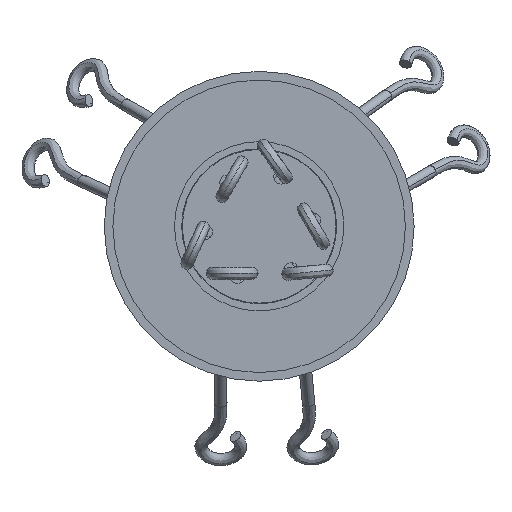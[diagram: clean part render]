
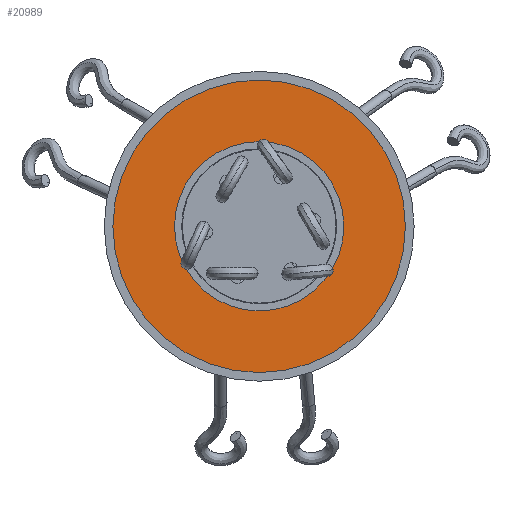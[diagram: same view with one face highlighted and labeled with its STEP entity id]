
A CAD part, front view. The second image highlights one B-rep face of the part: STEP entity #20989.
In plain terms, the highlighted planar face has unit normal (0, -1, 0).
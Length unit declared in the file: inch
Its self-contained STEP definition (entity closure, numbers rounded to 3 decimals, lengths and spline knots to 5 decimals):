
#140 = EDGE_CURVE ( 'NONE', #5192, #6030, #14949, .T. ) ;
#141 = EDGE_CURVE ( 'NONE', #5195, #5250, #14950, .T. ) ;
#176 = DIRECTION ( 'NONE',  ( 0., 0., -1. ) ) ;
#177 = DIRECTION ( 'NONE',  ( 0., 1., 0. ) ) ;
#178 = CARTESIAN_POINT ( 'NONE',  ( 0., -1.82, 0. ) ) ;
#179 = DIRECTION ( 'NONE',  ( 0., 0., -1. ) ) ;
#180 = DIRECTION ( 'NONE',  ( 0., -1., 0. ) ) ;
#181 = CARTESIAN_POINT ( 'NONE',  ( 0., -1.82, 0. ) ) ;
#496 = EDGE_CURVE ( 'NONE', #6030, #5192, #15079, .T. ) ;
#500 = EDGE_CURVE ( 'NONE', #5250, #5195, #15090, .T. ) ;
#720 = AXIS2_PLACEMENT_3D ( 'NONE', #16858, #16866, #16867 ) ;
#1759 = EDGE_LOOP ( 'NONE', ( #2082, #2083 ) ) ;
#1763 = EDGE_LOOP ( 'NONE', ( #2080, #2081 ) ) ;
#2080 = ORIENTED_EDGE ( 'NONE', *, *, #141, .F. ) ;
#2081 = ORIENTED_EDGE ( 'NONE', *, *, #500, .F. ) ;
#2082 = ORIENTED_EDGE ( 'NONE', *, *, #140, .F. ) ;
#2083 = ORIENTED_EDGE ( 'NONE', *, *, #496, .F. ) ;
#4349 = FACE_OUTER_BOUND ( 'NONE', #1763, .T. ) ;
#4351 = FACE_BOUND ( 'NONE', #1759, .T. ) ;
#5192 = VERTEX_POINT ( 'NONE', #10590 ) ;
#5195 = VERTEX_POINT ( 'NONE', #10589 ) ;
#5250 = VERTEX_POINT ( 'NONE', #10638 ) ;
#6030 = VERTEX_POINT ( 'NONE', #14479 ) ;
#10589 = CARTESIAN_POINT ( 'NONE',  ( 0., -1.82, -0.59 ) ) ;
#10590 = CARTESIAN_POINT ( 'NONE',  ( 0., -1.82, -0.3415 ) ) ;
#10638 = CARTESIAN_POINT ( 'NONE',  ( 0., -1.82, 0.59 ) ) ;
#11807 = DIRECTION ( 'NONE',  ( 0., 0., -1. ) ) ;
#11808 = DIRECTION ( 'NONE',  ( 0., 1., 0. ) ) ;
#11809 = CARTESIAN_POINT ( 'NONE',  ( 0., -1.82, 0. ) ) ;
#11817 = DIRECTION ( 'NONE',  ( 0., 0., -1. ) ) ;
#11818 = DIRECTION ( 'NONE',  ( 0., -1., 0. ) ) ;
#11819 = CARTESIAN_POINT ( 'NONE',  ( 0., -1.82, 0. ) ) ;
#14479 = CARTESIAN_POINT ( 'NONE',  ( 0., -1.82, 0.3415 ) ) ;
#14949 = CIRCLE ( 'NONE', #18760, 0.3415 ) ;
#14950 = CIRCLE ( 'NONE', #18762, 0.59 ) ;
#15079 = CIRCLE ( 'NONE', #18842, 0.3415 ) ;
#15090 = CIRCLE ( 'NONE', #18844, 0.59 ) ;
#16858 = CARTESIAN_POINT ( 'NONE',  ( -0.59, -1.82, 0. ) ) ;
#16864 = PLANE ( 'NONE',  #720 ) ;
#16866 = DIRECTION ( 'NONE',  ( 0., 1., 0. ) ) ;
#16867 = DIRECTION ( 'NONE',  ( 0., 0., 1. ) ) ;
#18760 = AXIS2_PLACEMENT_3D ( 'NONE', #181, #180, #179 ) ;
#18762 = AXIS2_PLACEMENT_3D ( 'NONE', #178, #177, #176 ) ;
#18842 = AXIS2_PLACEMENT_3D ( 'NONE', #11819, #11818, #11817 ) ;
#18844 = AXIS2_PLACEMENT_3D ( 'NONE', #11809, #11808, #11807 ) ;
#20989 = ADVANCED_FACE ( 'NONE', ( #4349, #4351 ), #16864, .F. ) ;
